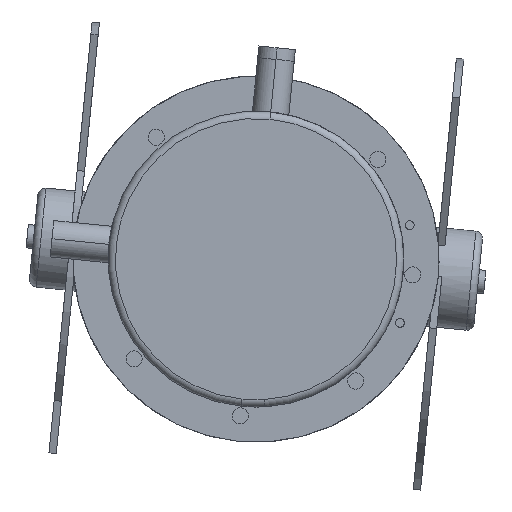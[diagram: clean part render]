
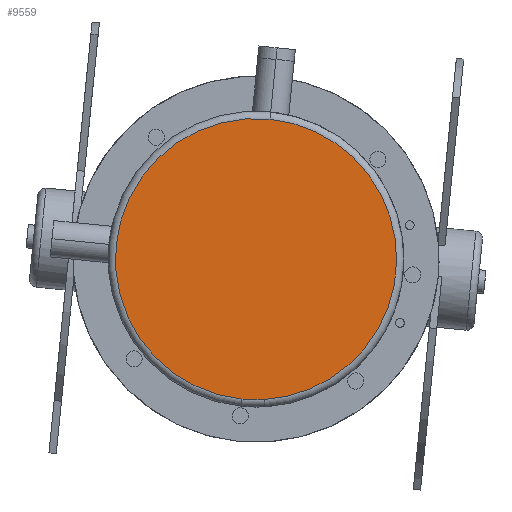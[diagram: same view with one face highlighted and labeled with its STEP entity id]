
A CAD part, left-side view. The second image highlights one B-rep face of the part: STEP entity #9559.
In plain terms, the highlighted planar face has unit normal (-1, 0, 0).
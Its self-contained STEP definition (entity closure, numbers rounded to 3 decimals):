
#9474=CARTESIAN_POINT('Vertex',(-103.027,35.601,-76.159)) ;
#9488=CARTESIAN_POINT('Vertex',(-103.027,31.814,115.189)) ;
#9491=CARTESIAN_POINT('Axis2P3D Location',(-103.027,41.376,19.667)) ;
#9508=CARTESIAN_POINT('Axis2P3D Location',(-103.027,41.376,19.667)) ;
#9512=CARTESIAN_POINT('Vertex',(-103.027,50.938,-75.856)) ;
#9537=CARTESIAN_POINT('Axis2P3D Location',(-103.027,41.376,19.667)) ;
#9549=CARTESIAN_POINT('Axis2P3D Location',(-103.027,41.376,19.667)) ;
#9492=DIRECTION('Axis2P3D Direction',(1.,0.,-0.)) ;
#9509=DIRECTION('Axis2P3D Direction',(1.,0.,-0.)) ;
#9538=DIRECTION('Axis2P3D Direction',(1.,0.,0.)) ;
#9550=DIRECTION('Axis2P3D Direction',(1.,0.,0.)) ;
#9551=DIRECTION('Axis2P3D XDirection',(0.,-0.1,0.995)) ;
#9493=AXIS2_PLACEMENT_3D('Circle Axis2P3D',#9491,#9492,$) ;
#9510=AXIS2_PLACEMENT_3D('Circle Axis2P3D',#9508,#9509,$) ;
#9539=AXIS2_PLACEMENT_3D('Circle Axis2P3D',#9537,#9538,$) ;
#9552=AXIS2_PLACEMENT_3D('Plane Axis2P3D',#9549,#9550,#9551) ;
#9555=ORIENTED_EDGE('',*,*,#9514,.T.) ;
#9556=ORIENTED_EDGE('',*,*,#9495,.T.) ;
#9557=ORIENTED_EDGE('',*,*,#9541,.T.) ;
#9559=ADVANCED_FACE('Brep With Voids.1',(#9558),#9553,.F.) ;
#9494=CIRCLE('generated circle',#9493,96.) ;
#9511=CIRCLE('generated circle',#9510,96.) ;
#9540=CIRCLE('generated circle',#9539,96.) ;
#9495=EDGE_CURVE('',#9475,#9489,#9494,.F.) ;
#9514=EDGE_CURVE('',#9513,#9475,#9511,.F.) ;
#9541=EDGE_CURVE('',#9489,#9513,#9540,.F.) ;
#9554=EDGE_LOOP('',(#9555,#9556,#9557)) ;
#9558=FACE_OUTER_BOUND('',#9554,.T.) ;
#9553=PLANE('',#9552) ;
#9475=VERTEX_POINT('',#9474) ;
#9489=VERTEX_POINT('',#9488) ;
#9513=VERTEX_POINT('',#9512) ;
